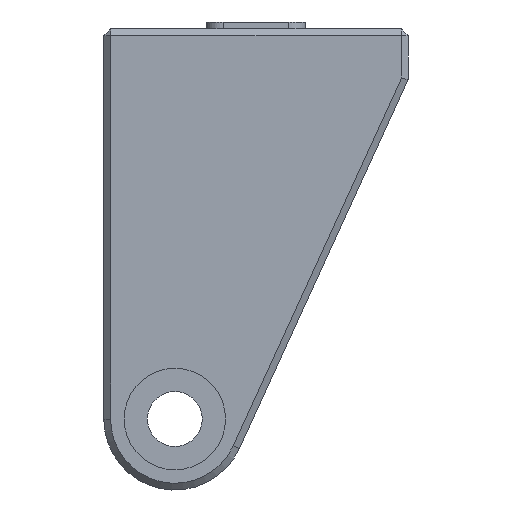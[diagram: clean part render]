
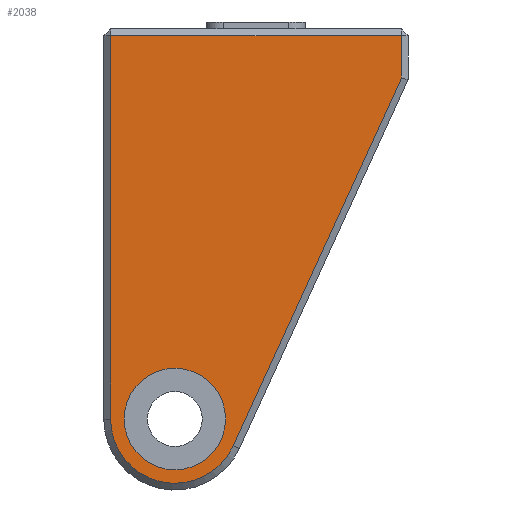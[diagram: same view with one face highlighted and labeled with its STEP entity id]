
A CAD part, left-side view. The second image highlights one B-rep face of the part: STEP entity #2038.
In plain terms, the highlighted planar face has unit normal (-1, 0, 0).
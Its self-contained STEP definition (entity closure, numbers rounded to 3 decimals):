
#45 = DIRECTION ( 'NONE',  ( 1., 0., 0. ) ) ;
#91 = LINE ( 'NONE', #3704, #601 ) ;
#129 = ORIENTED_EDGE ( 'NONE', *, *, #1221, .T. ) ;
#141 = CIRCLE ( 'NONE', #1216, 3. ) ;
#172 = EDGE_CURVE ( 'NONE', #404, #1258, #393, .T. ) ;
#296 = CARTESIAN_POINT ( 'NONE',  ( -26.1, 3., 14.98 ) ) ;
#393 = LINE ( 'NONE', #4049, #1788 ) ;
#404 = VERTEX_POINT ( 'NONE', #3951 ) ;
#422 = VERTEX_POINT ( 'NONE', #296 ) ;
#580 = AXIS2_PLACEMENT_3D ( 'NONE', #3500, #3523, #800 ) ;
#601 = VECTOR ( 'NONE', #3056, 1000. ) ;
#663 = DIRECTION ( 'NONE',  ( 0., 1., 0. ) ) ;
#800 = DIRECTION ( 'NONE',  ( 0., 1., 0. ) ) ;
#823 = FACE_OUTER_BOUND ( 'NONE', #1275, .T. ) ;
#886 = LINE ( 'NONE', #2457, #2077 ) ;
#1006 = VERTEX_POINT ( 'NONE', #1766 ) ;
#1078 = DIRECTION ( 'NONE',  ( 0., 1., 0. ) ) ;
#1090 = DIRECTION ( 'NONE',  ( 0., 1., 0. ) ) ;
#1116 = LINE ( 'NONE', #2090, #1817 ) ;
#1216 = AXIS2_PLACEMENT_3D ( 'NONE', #2551, #1589, #4274 ) ;
#1221 = EDGE_CURVE ( 'NONE', #1258, #1006, #91, .T. ) ;
#1258 = VERTEX_POINT ( 'NONE', #2995 ) ;
#1262 = ORIENTED_EDGE ( 'NONE', *, *, #3548, .T. ) ;
#1265 = AXIS2_PLACEMENT_3D ( 'NONE', #3954, #1698, #663 ) ;
#1275 = EDGE_LOOP ( 'NONE', ( #1401, #1343, #2257, #3685, #129 ) ) ;
#1311 = CIRCLE ( 'NONE', #2573, 3. ) ;
#1319 = VERTEX_POINT ( 'NONE', #3401 ) ;
#1343 = ORIENTED_EDGE ( 'NONE', *, *, #2012, .T. ) ;
#1364 = EDGE_CURVE ( 'NONE', #2123, #422, #1311, .T. ) ;
#1385 = CARTESIAN_POINT ( 'NONE',  ( -26.1, -3., 14.98 ) ) ;
#1401 = ORIENTED_EDGE ( 'NONE', *, *, #3669, .T. ) ;
#1524 = FACE_BOUND ( 'NONE', #3027, .T. ) ;
#1589 = DIRECTION ( 'NONE',  ( 1., 0., 0. ) ) ;
#1698 = DIRECTION ( 'NONE',  ( -1., 0., 0. ) ) ;
#1766 = CARTESIAN_POINT ( 'NONE',  ( -26.1, 3.8, 14.98 ) ) ;
#1788 = VECTOR ( 'NONE', #1078, 1000. ) ;
#1817 = VECTOR ( 'NONE', #3109, 1000. ) ;
#2012 = EDGE_CURVE ( 'NONE', #1319, #2061, #886, .T. ) ;
#2038 = ADVANCED_FACE ( 'NONE', ( #823, #1524 ), #4109, .F. ) ;
#2061 = VERTEX_POINT ( 'NONE', #3945 ) ;
#2077 = VECTOR ( 'NONE', #3853, 1000. ) ;
#2090 = CARTESIAN_POINT ( 'NONE',  ( -26.1, -13.4, 38.06 ) ) ;
#2123 = VERTEX_POINT ( 'NONE', #1385 ) ;
#2257 = ORIENTED_EDGE ( 'NONE', *, *, #4210, .T. ) ;
#2385 = CIRCLE ( 'NONE', #1265, 3.8 ) ;
#2457 = CARTESIAN_POINT ( 'NONE',  ( -26.1, -11.458, 30.9 ) ) ;
#2470 = ORIENTED_EDGE ( 'NONE', *, *, #1364, .T. ) ;
#2551 = CARTESIAN_POINT ( 'NONE',  ( -26.1, 0., 14.98 ) ) ;
#2573 = AXIS2_PLACEMENT_3D ( 'NONE', #3382, #45, #1090 ) ;
#2995 = CARTESIAN_POINT ( 'NONE',  ( -26.1, 3.8, 37.66 ) ) ;
#3027 = EDGE_LOOP ( 'NONE', ( #1262, #2470 ) ) ;
#3056 = DIRECTION ( 'NONE',  ( 0., 0., -1. ) ) ;
#3109 = DIRECTION ( 'NONE',  ( 0., 0., 1. ) ) ;
#3382 = CARTESIAN_POINT ( 'NONE',  ( -26.1, 0., 14.98 ) ) ;
#3401 = CARTESIAN_POINT ( 'NONE',  ( -26.1, -3.456, 13.4 ) ) ;
#3500 = CARTESIAN_POINT ( 'NONE',  ( -26.1, 4.2, 38.06 ) ) ;
#3523 = DIRECTION ( 'NONE',  ( 1., 0., 0. ) ) ;
#3548 = EDGE_CURVE ( 'NONE', #422, #2123, #141, .T. ) ;
#3669 = EDGE_CURVE ( 'NONE', #1006, #1319, #2385, .T. ) ;
#3685 = ORIENTED_EDGE ( 'NONE', *, *, #172, .T. ) ;
#3704 = CARTESIAN_POINT ( 'NONE',  ( -26.1, 3.8, 38.06 ) ) ;
#3853 = DIRECTION ( 'NONE',  ( 0., -0.416, 0.909 ) ) ;
#3945 = CARTESIAN_POINT ( 'NONE',  ( -26.1, -13.4, 35.147 ) ) ;
#3951 = CARTESIAN_POINT ( 'NONE',  ( -26.1, -13.4, 37.66 ) ) ;
#3954 = CARTESIAN_POINT ( 'NONE',  ( -26.1, 0., 14.98 ) ) ;
#4049 = CARTESIAN_POINT ( 'NONE',  ( -26.1, 4.2, 37.66 ) ) ;
#4109 = PLANE ( 'NONE',  #580 ) ;
#4210 = EDGE_CURVE ( 'NONE', #2061, #404, #1116, .T. ) ;
#4274 = DIRECTION ( 'NONE',  ( 0., 1., 0. ) ) ;
